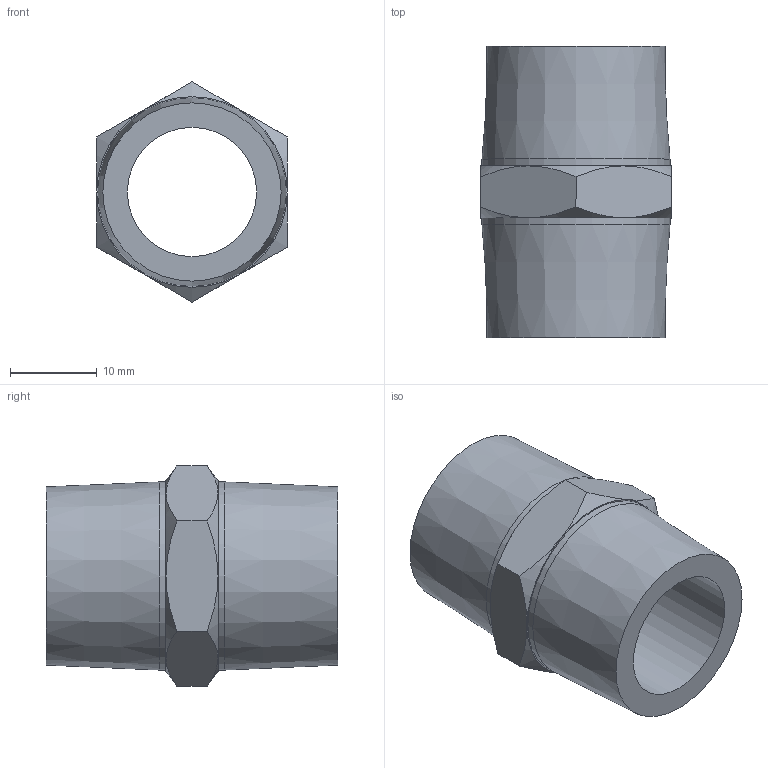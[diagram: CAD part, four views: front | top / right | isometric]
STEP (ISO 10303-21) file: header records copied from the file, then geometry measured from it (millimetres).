
FILE_DESCRIPTION(/* description */ ('Unknown'),/* implementation_level */ '2;1');
FILE_NAME(/* name */ 'A2.1;2.1;2',/* time_stamp */ '2019-03-29T08:45:01-04:00',/* author */ ('Unknown'),/* organization */ ('Unknown'),/* preprocessor_version */ 'ST-DEVELOPER v16.7',/* originating_system */ 'DEX',/* authorisation */ $);
FILE_SCHEMA (('AUTOMOTIVE_DESIGN {1 0 10303 214 3 1 1}'));
Length unit declared in the file: millimetre
Products named in the file (1): A2.1;2.1;2
Bounding box: 22 x 33.6 x 25.4 mm (x, y, z)
Volume: 6339.8 mm3; surface area: 4234.5 mm2
Topology: 1 solids, 1 shells, 27 faces, 57 edges, 34 vertices
Faces by surface type: cone 14, plane 10, cylinder 3
Full cylindrical faces by diameter (mm): 14.9 x1, 21.7 x2
Entity records: 925 total; most frequent: CARTESIAN_POINT 194, DIRECTION 102, ORIENTED_EDGE 100, EDGE_CURVE 50, AXIS2_PLACEMENT_3D 48, EDGE_LOOP 36, FACE_BOUND 36, VERTEX_POINT 32
